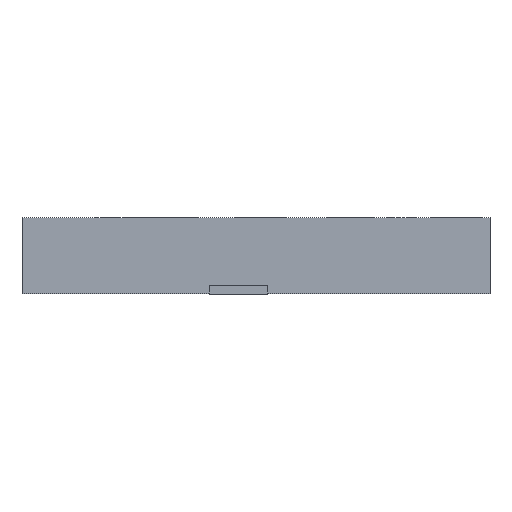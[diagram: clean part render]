
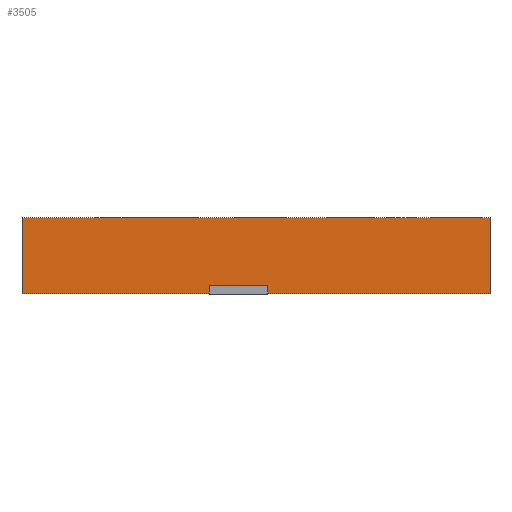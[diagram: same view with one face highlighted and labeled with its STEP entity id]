
A CAD part, left-side view. The second image highlights one B-rep face of the part: STEP entity #3505.
In plain terms, the highlighted planar face has unit normal (-1, 0, 0).
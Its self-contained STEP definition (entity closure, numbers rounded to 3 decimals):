
#404 = VERTEX_POINT ( 'NONE', #3728 ) ;
#475 = VECTOR ( 'NONE', #12744, 1000. ) ;
#484 = CARTESIAN_POINT ( 'NONE',  ( 0., 0., 2.6 ) ) ;
#1086 = LINE ( 'NONE', #2787, #12588 ) ;
#2147 = VECTOR ( 'NONE', #9845, 1000. ) ;
#2489 = EDGE_CURVE ( 'NONE', #7106, #6057, #9103, .T. ) ;
#2587 = ORIENTED_EDGE ( 'NONE', *, *, #8972, .F. ) ;
#2658 = PLANE ( 'NONE',  #4477 ) ;
#2787 = CARTESIAN_POINT ( 'NONE',  ( 0., 0., 2.6 ) ) ;
#3505 = ADVANCED_FACE ( 'NONE', ( #4779 ), #2658, .F. ) ;
#3713 = CARTESIAN_POINT ( 'NONE',  ( 0., -16., 2.6 ) ) ;
#3728 = CARTESIAN_POINT ( 'NONE',  ( 0., 0., 0. ) ) ;
#3729 = DIRECTION ( 'NONE',  ( 0., 1., 0. ) ) ;
#3758 = CARTESIAN_POINT ( 'NONE',  ( 0., 0., 0. ) ) ;
#3766 = DIRECTION ( 'NONE',  ( 1., 0., 0. ) ) ;
#3966 = EDGE_LOOP ( 'NONE', ( #5787, #10752, #2587, #8625 ) ) ;
#4477 = AXIS2_PLACEMENT_3D ( 'NONE', #7609, #3766, #3729 ) ;
#4779 = FACE_OUTER_BOUND ( 'NONE', #3966, .T. ) ;
#5298 = EDGE_CURVE ( 'NONE', #404, #6057, #5963, .T. ) ;
#5787 = ORIENTED_EDGE ( 'NONE', *, *, #5298, .T. ) ;
#5963 = LINE ( 'NONE', #3758, #12823 ) ;
#6042 = LINE ( 'NONE', #8681, #475 ) ;
#6057 = VERTEX_POINT ( 'NONE', #9558 ) ;
#7106 = VERTEX_POINT ( 'NONE', #3713 ) ;
#7609 = CARTESIAN_POINT ( 'NONE',  ( 0., 0., 2.6 ) ) ;
#7781 = DIRECTION ( 'NONE',  ( 0., -1., 0. ) ) ;
#8407 = EDGE_CURVE ( 'NONE', #9240, #404, #6042, .T. ) ;
#8625 = ORIENTED_EDGE ( 'NONE', *, *, #8407, .T. ) ;
#8681 = CARTESIAN_POINT ( 'NONE',  ( 0., 0., 2.6 ) ) ;
#8972 = EDGE_CURVE ( 'NONE', #9240, #7106, #1086, .T. ) ;
#9103 = LINE ( 'NONE', #12816, #2147 ) ;
#9240 = VERTEX_POINT ( 'NONE', #484 ) ;
#9558 = CARTESIAN_POINT ( 'NONE',  ( 0., -16., 0. ) ) ;
#9845 = DIRECTION ( 'NONE',  ( 0., 0., -1. ) ) ;
#10752 = ORIENTED_EDGE ( 'NONE', *, *, #2489, .F. ) ;
#11605 = DIRECTION ( 'NONE',  ( 0., -1., 0. ) ) ;
#12588 = VECTOR ( 'NONE', #7781, 1000. ) ;
#12744 = DIRECTION ( 'NONE',  ( 0., 0., -1. ) ) ;
#12816 = CARTESIAN_POINT ( 'NONE',  ( 0., -16., 2.6 ) ) ;
#12823 = VECTOR ( 'NONE', #11605, 1000. ) ;
